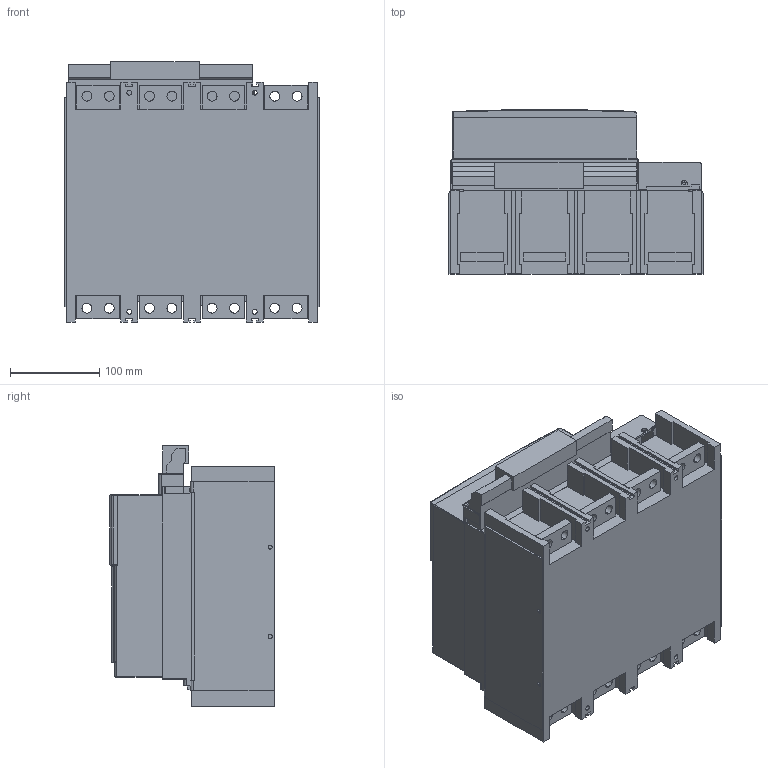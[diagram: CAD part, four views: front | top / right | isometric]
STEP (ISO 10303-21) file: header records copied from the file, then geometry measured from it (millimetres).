
FILE_DESCRIPTION(('CATIA V5 STEP Exchange'),'2;1');
FILE_NAME('1SDH001252R0042_1PA_001_00_E1.2_IV_F.stp','2014-03-06T08:12:50+00:00',('none'),('none'),'CATIA Version 5 Release 20 SP 5 (IN-10)','CATIA V5 STEP AP214','none');
FILE_SCHEMA(('AUTOMOTIVE_DESIGN { 1 0 10303 214 1 1 1 1 }'));
Length unit declared in the file: millimetre
Products named in the file (1): 1SDH001252R0042_1PA_001_00_E1.2_IV_F
Bounding box: 284 x 183.77 x 290.75 mm (x, y, z)
Volume: 6551066.4 mm3; surface area: 779526.5 mm2
Topology: 22 solids, 22 shells, 746 faces, 2013 edges, 1305 vertices
Faces by surface type: plane 475, cylinder 212, torus 45, sphere 9, bspline 5
Entity records: 23373 total; most frequent: CARTESIAN_POINT 5469, ORIENTED_EDGE 4004, DIRECTION 2971, EDGE_CURVE 2002, VECTOR 1461, LINE 1461, VERTEX_POINT 1305, AXIS2_PLACEMENT_3D 971
